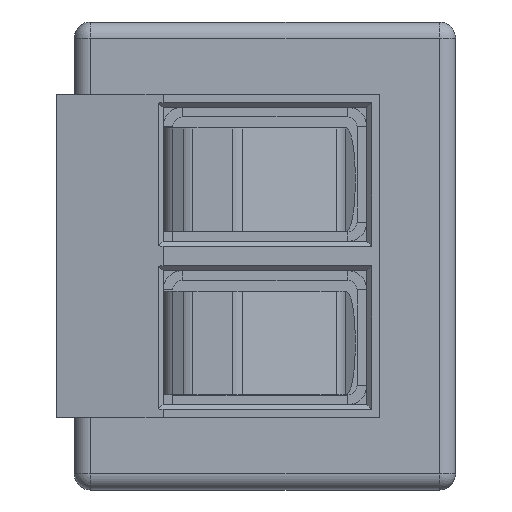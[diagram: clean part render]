
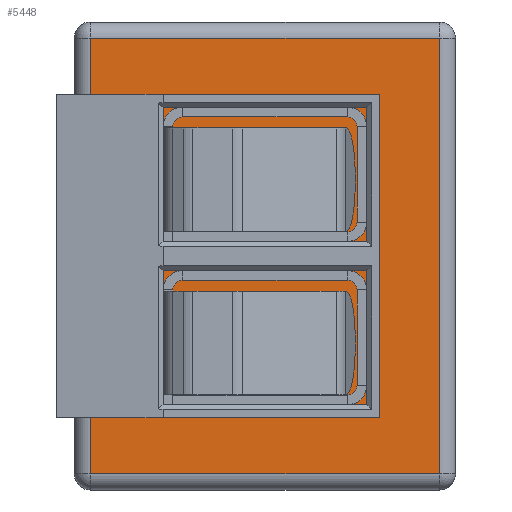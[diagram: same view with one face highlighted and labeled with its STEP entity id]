
A CAD part, left-side view. The second image highlights one B-rep face of the part: STEP entity #5448.
In plain terms, the highlighted planar face has unit normal (-1, 0, 0).
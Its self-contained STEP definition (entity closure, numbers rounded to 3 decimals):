
#550=PLANE('',#5894);
#747=FACE_OUTER_BOUND('',#1084,.T.);
#1084=EDGE_LOOP('',(#3986,#3987,#3988,#3989));
#1403=LINE('',#10222,#1740);
#1405=LINE('',#10238,#1742);
#1414=LINE('',#10265,#1751);
#1421=LINE('',#10276,#1758);
#1740=VECTOR('',#6472,10.);
#1742=VECTOR('',#6492,10.);
#1751=VECTOR('',#6529,10.);
#1758=VECTOR('',#6544,10.);
#2341=VERTEX_POINT('',#10198);
#2344=VERTEX_POINT('',#10205);
#2349=VERTEX_POINT('',#10218);
#2353=VERTEX_POINT('',#10232);
#2942=EDGE_CURVE('',#2341,#2349,#1403,.T.);
#2950=EDGE_CURVE('',#2353,#2344,#1405,.T.);
#2965=EDGE_CURVE('',#2349,#2353,#1414,.T.);
#2972=EDGE_CURVE('',#2344,#2341,#1421,.T.);
#3986=ORIENTED_EDGE('',*,*,#2950,.F.);
#3987=ORIENTED_EDGE('',*,*,#2965,.F.);
#3988=ORIENTED_EDGE('',*,*,#2942,.F.);
#3989=ORIENTED_EDGE('',*,*,#2972,.F.);
#5448=ADVANCED_FACE('',(#747),#550,.F.);
#5894=AXIS2_PLACEMENT_3D('',#10278,#6546,#6547);
#6472=DIRECTION('',(0.,1.,0.));
#6492=DIRECTION('',(0.,-1.,0.));
#6529=DIRECTION('',(0.,0.,1.));
#6544=DIRECTION('',(0.,0.,-1.));
#6546=DIRECTION('center_axis',(1.,0.,0.));
#6547=DIRECTION('ref_axis',(0.,0.,-1.));
#10198=CARTESIAN_POINT('',(-29.,-5.397,-6.739));
#10205=CARTESIAN_POINT('',(-29.,-5.397,6.739));
#10218=CARTESIAN_POINT('',(-29.,5.397,-6.739));
#10222=CARTESIAN_POINT('',(-29.,2.95,-6.739));
#10232=CARTESIAN_POINT('',(-29.,5.397,6.739));
#10238=CARTESIAN_POINT('',(-29.,-2.95,6.739));
#10265=CARTESIAN_POINT('',(-29.,5.397,3.625));
#10276=CARTESIAN_POINT('',(-29.,-5.397,-3.625));
#10278=CARTESIAN_POINT('Origin',(-29.,0.,0.));
